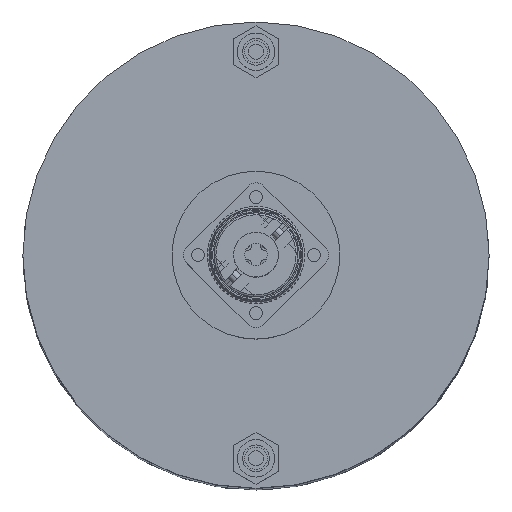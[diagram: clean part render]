
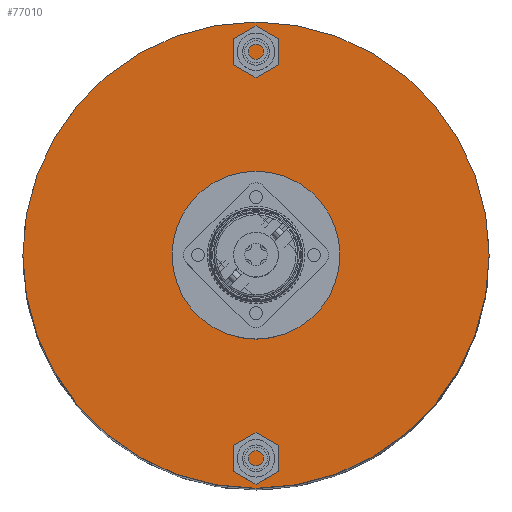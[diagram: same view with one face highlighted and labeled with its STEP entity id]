
A CAD part, top view. The second image highlights one B-rep face of the part: STEP entity #77010.
In plain terms, the highlighted planar face has unit normal (0, 0, 1).
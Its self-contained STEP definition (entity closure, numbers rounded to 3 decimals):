
#927 = CARTESIAN_POINT ( 'NONE',  ( 0., 0., 35.5 ) ) ;
#1259 = DIRECTION ( 'NONE',  ( 0., 0., 1. ) ) ;
#4198 = VERTEX_POINT ( 'NONE', #37660 ) ;
#6174 = CARTESIAN_POINT ( 'NONE',  ( 22.5, 0., 35.5 ) ) ;
#6306 = CARTESIAN_POINT ( 'NONE',  ( 0., 0., 35.5 ) ) ;
#7671 = CARTESIAN_POINT ( 'NONE',  ( -62.5, 0., 35.5 ) ) ;
#8815 = DIRECTION ( 'NONE',  ( -1., 0., 0. ) ) ;
#9553 = DIRECTION ( 'NONE',  ( 1., 0., 0. ) ) ;
#13108 = CIRCLE ( 'NONE', #38478, 62.5 ) ;
#14261 = DIRECTION ( 'NONE',  ( 0., 0., -1. ) ) ;
#16497 = EDGE_CURVE ( 'NONE', #4198, #62828, #29531, .T. ) ;
#16622 = EDGE_LOOP ( 'NONE', ( #18954, #70002 ) ) ;
#18954 = ORIENTED_EDGE ( 'NONE', *, *, #75189, .F. ) ;
#29531 = CIRCLE ( 'NONE', #37057, 22.5 ) ;
#37057 = AXIS2_PLACEMENT_3D ( 'NONE', #6306, #14261, #69676 ) ;
#37660 = CARTESIAN_POINT ( 'NONE',  ( -22.5, 0., 35.5 ) ) ;
#37873 = ORIENTED_EDGE ( 'NONE', *, *, #16497, .T. ) ;
#38478 = AXIS2_PLACEMENT_3D ( 'NONE', #62493, #54871, #47241 ) ;
#41290 = VERTEX_POINT ( 'NONE', #7671 ) ;
#47241 = DIRECTION ( 'NONE',  ( -1., 0., 0. ) ) ;
#49709 = CIRCLE ( 'NONE', #73143, 22.5 ) ;
#53646 = DIRECTION ( 'NONE',  ( -1., 0., 0. ) ) ;
#53985 = DIRECTION ( 'NONE',  ( 0., 0., -1. ) ) ;
#54871 = DIRECTION ( 'NONE',  ( 0., 0., -1. ) ) ;
#55696 = PLANE ( 'NONE',  #65333 ) ;
#56293 = DIRECTION ( 'NONE',  ( 0., 0., -1. ) ) ;
#59937 = AXIS2_PLACEMENT_3D ( 'NONE', #84678, #53985, #53646 ) ;
#62493 = CARTESIAN_POINT ( 'NONE',  ( 0., 0., 35.5 ) ) ;
#62828 = VERTEX_POINT ( 'NONE', #6174 ) ;
#62863 = VERTEX_POINT ( 'NONE', #69550 ) ;
#65333 = AXIS2_PLACEMENT_3D ( 'NONE', #927, #1259, #9553 ) ;
#65726 = FACE_BOUND ( 'NONE', #67538, .T. ) ;
#67538 = EDGE_LOOP ( 'NONE', ( #37873, #80866 ) ) ;
#69550 = CARTESIAN_POINT ( 'NONE',  ( 62.5, 0., 35.5 ) ) ;
#69676 = DIRECTION ( 'NONE',  ( -1., 0., 0. ) ) ;
#70002 = ORIENTED_EDGE ( 'NONE', *, *, #95661, .F. ) ;
#73143 = AXIS2_PLACEMENT_3D ( 'NONE', #96589, #56293, #8815 ) ;
#75189 = EDGE_CURVE ( 'NONE', #41290, #62863, #83332, .T. ) ;
#77010 = ADVANCED_FACE ( 'NONE', ( #84224, #65726 ), #55696, .T. ) ;
#80866 = ORIENTED_EDGE ( 'NONE', *, *, #98438, .T. ) ;
#83332 = CIRCLE ( 'NONE', #59937, 62.5 ) ;
#84224 = FACE_OUTER_BOUND ( 'NONE', #16622, .T. ) ;
#84678 = CARTESIAN_POINT ( 'NONE',  ( 0., 0., 35.5 ) ) ;
#95661 = EDGE_CURVE ( 'NONE', #62863, #41290, #13108, .T. ) ;
#96589 = CARTESIAN_POINT ( 'NONE',  ( 0., 0., 35.5 ) ) ;
#98438 = EDGE_CURVE ( 'NONE', #62828, #4198, #49709, .T. ) ;
